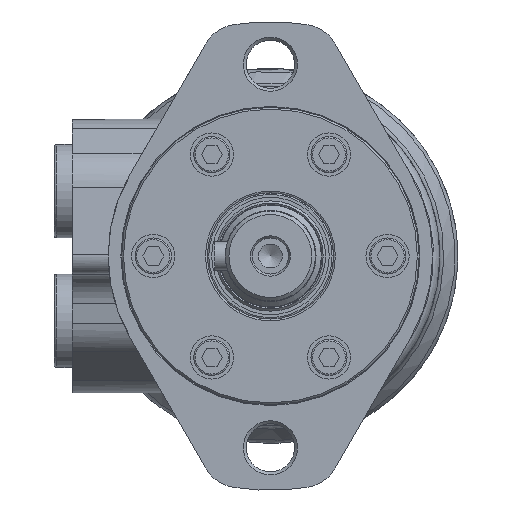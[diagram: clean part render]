
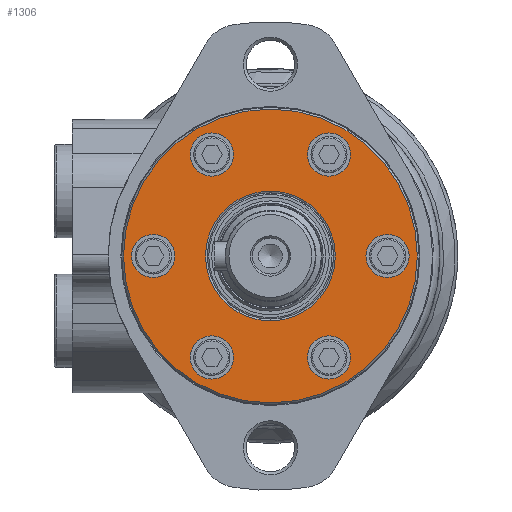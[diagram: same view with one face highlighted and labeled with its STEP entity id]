
A CAD part, left-side view. The second image highlights one B-rep face of the part: STEP entity #1306.
In plain terms, the highlighted planar face has unit normal (-1, 0, 0).
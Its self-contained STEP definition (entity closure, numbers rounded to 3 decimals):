
#1306 = ADVANCED_FACE( '', ( #2700, #2701, #2702, #2703, #2704, #2705, #2706, #2707 ), #2708, .F. );
#2700 = FACE_OUTER_BOUND( '', #4081, .T. );
#2701 = FACE_BOUND( '', #4082, .T. );
#2702 = FACE_BOUND( '', #4083, .T. );
#2703 = FACE_BOUND( '', #4084, .T. );
#2704 = FACE_BOUND( '', #4085, .T. );
#2705 = FACE_BOUND( '', #4086, .T. );
#2706 = FACE_BOUND( '', #4087, .T. );
#2707 = FACE_BOUND( '', #4088, .T. );
#2708 = PLANE( '', #4089 );
#4081 = EDGE_LOOP( '', ( #7157 ) );
#4082 = EDGE_LOOP( '', ( #7158 ) );
#4083 = EDGE_LOOP( '', ( #7159 ) );
#4084 = EDGE_LOOP( '', ( #7160 ) );
#4085 = EDGE_LOOP( '', ( #7161 ) );
#4086 = EDGE_LOOP( '', ( #7162 ) );
#4087 = EDGE_LOOP( '', ( #7163 ) );
#4088 = EDGE_LOOP( '', ( #7164 ) );
#4089 = AXIS2_PLACEMENT_3D( '', #7165, #7166, #7167 );
#7157 = ORIENTED_EDGE( '', *, *, #8266, .F. );
#7158 = ORIENTED_EDGE( '', *, *, #7562, .F. );
#7159 = ORIENTED_EDGE( '', *, *, #7629, .T. );
#7160 = ORIENTED_EDGE( '', *, *, #8408, .T. );
#7161 = ORIENTED_EDGE( '', *, *, #7920, .T. );
#7162 = ORIENTED_EDGE( '', *, *, #8432, .T. );
#7163 = ORIENTED_EDGE( '', *, *, #7467, .T. );
#7164 = ORIENTED_EDGE( '', *, *, #8224, .T. );
#7165 = CARTESIAN_POINT( '', ( 0., 0., 0. ) );
#7166 = DIRECTION( '', ( 1., 0., 0. ) );
#7167 = DIRECTION( '', ( 0., 0., -1. ) );
#7467 = EDGE_CURVE( '', #8772, #8772, #8773, .T. );
#7562 = EDGE_CURVE( '', #8925, #8925, #8926, .F. );
#7629 = EDGE_CURVE( '', #9041, #9041, #9042, .T. );
#7920 = EDGE_CURVE( '', #9480, #9480, #9481, .T. );
#8224 = EDGE_CURVE( '', #9899, #9899, #9900, .T. );
#8266 = EDGE_CURVE( '', #9950, #9950, #9951, .T. );
#8408 = EDGE_CURVE( '', #10121, #10121, #10122, .T. );
#8432 = EDGE_CURVE( '', #10148, #10148, #10149, .T. );
#8772 = VERTEX_POINT( '', #10894 );
#8773 = CIRCLE( '', #10895, 6. );
#8925 = VERTEX_POINT( '', #11147 );
#8926 = CIRCLE( '', #11148, 6. );
#9041 = VERTEX_POINT( '', #11357 );
#9042 = CIRCLE( '', #11358, 6. );
#9480 = VERTEX_POINT( '', #12604 );
#9481 = CIRCLE( '', #12605, 6. );
#9899 = VERTEX_POINT( '', #13541 );
#9900 = CIRCLE( '', #13542, 18. );
#9950 = VERTEX_POINT( '', #13644 );
#9951 = CIRCLE( '', #13645, 40.75 );
#10121 = VERTEX_POINT( '', #14071 );
#10122 = CIRCLE( '', #14072, 6. );
#10148 = VERTEX_POINT( '', #14122 );
#10149 = CIRCLE( '', #14123, 6. );
#10894 = CARTESIAN_POINT( '', ( 0., 16.25, 22.146 ) );
#10895 = AXIS2_PLACEMENT_3D( '', #14361, #14362, #14363 );
#11147 = CARTESIAN_POINT( '', ( 0., 32.5, -6. ) );
#11148 = AXIS2_PLACEMENT_3D( '', #14492, #14493, #14494 );
#11357 = CARTESIAN_POINT( '', ( 0., 16.25, -34.146 ) );
#11358 = AXIS2_PLACEMENT_3D( '', #14581, #14582, #14583 );
#12604 = CARTESIAN_POINT( '', ( 0., -32.5, -6. ) );
#12605 = AXIS2_PLACEMENT_3D( '', #14927, #14928, #14929 );
#13541 = CARTESIAN_POINT( '', ( 0., 0., -18. ) );
#13542 = AXIS2_PLACEMENT_3D( '', #15259, #15260, #15261 );
#13644 = CARTESIAN_POINT( '', ( 0., 0., -40.75 ) );
#13645 = AXIS2_PLACEMENT_3D( '', #15294, #15295, #15296 );
#14071 = CARTESIAN_POINT( '', ( 0., -16.25, -34.146 ) );
#14072 = AXIS2_PLACEMENT_3D( '', #15400, #15401, #15402 );
#14122 = CARTESIAN_POINT( '', ( 0., -16.25, 22.146 ) );
#14123 = AXIS2_PLACEMENT_3D( '', #15420, #15421, #15422 );
#14361 = CARTESIAN_POINT( '', ( 0., 16.25, 28.146 ) );
#14362 = DIRECTION( '', ( 1., 0., 0. ) );
#14363 = DIRECTION( '', ( 0., 0., -1. ) );
#14492 = CARTESIAN_POINT( '', ( 0., 32.5, 0. ) );
#14493 = DIRECTION( '', ( 1., 0., 0. ) );
#14494 = DIRECTION( '', ( 0., 0., -1. ) );
#14581 = CARTESIAN_POINT( '', ( 0., 16.25, -28.146 ) );
#14582 = DIRECTION( '', ( 1., 0., 0. ) );
#14583 = DIRECTION( '', ( 0., 0., -1. ) );
#14927 = CARTESIAN_POINT( '', ( 0., -32.5, 0. ) );
#14928 = DIRECTION( '', ( 1., 0., 0. ) );
#14929 = DIRECTION( '', ( 0., 0., -1. ) );
#15259 = CARTESIAN_POINT( '', ( 0., 0., 0. ) );
#15260 = DIRECTION( '', ( 1., 0., 0. ) );
#15261 = DIRECTION( '', ( 0., 0., -1. ) );
#15294 = CARTESIAN_POINT( '', ( 0., 0., 0. ) );
#15295 = DIRECTION( '', ( 1., 0., 0. ) );
#15296 = DIRECTION( '', ( 0., 0., -1. ) );
#15400 = CARTESIAN_POINT( '', ( 0., -16.25, -28.146 ) );
#15401 = DIRECTION( '', ( 1., 0., 0. ) );
#15402 = DIRECTION( '', ( 0., 0., -1. ) );
#15420 = CARTESIAN_POINT( '', ( 0., -16.25, 28.146 ) );
#15421 = DIRECTION( '', ( 1., 0., 0. ) );
#15422 = DIRECTION( '', ( 0., 0., -1. ) );
